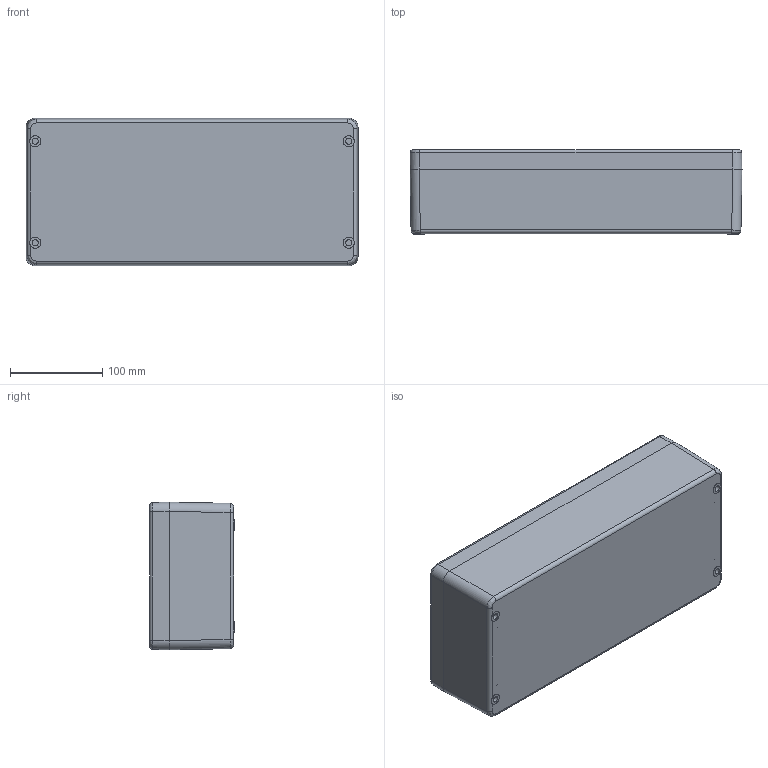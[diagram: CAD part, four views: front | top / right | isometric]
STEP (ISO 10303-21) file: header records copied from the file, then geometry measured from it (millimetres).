
FILE_DESCRIPTION((''),'2;1');
FILE_NAME('CP-320_ASM','2010-07-09T',('K.Herdt'),(''),'PRO/ENGINEER BY PARAMETRIC TECHNOLOGY CORPORATION, 2005070','PRO/ENGINEER BY PARAMETRIC TECHNOLOGY CORPORATION, 2005070','');
FILE_SCHEMA(('AUTOMOTIVE_DESIGN_CC2 { 1 2 10303 214 -1 1 5 2 }'));
Length unit declared in the file: millimetre
Products named in the file (4): CP-320_UNTERTEIL; CP-320_DECKEL; 9261022000; CP-320_ASM
Assembly tree (6 placements, depth 2):
  CP-320_ASM
    CP-320_UNTERTEIL
    CP-320_DECKEL
    9261022000  x4
Bounding box: 360 x 91.5 x 160 mm (x, y, z)
Volume: 1231210.5 mm3; surface area: 428391 mm2
Topology: 6 solids, 20 shells, 521 faces, 1342 edges, 846 vertices
Faces by surface type: plane 193, cylinder 188, cone 104, torus 20, bspline 16
Entity records: 14893 total; most frequent: CARTESIAN_POINT 2694, DIRECTION 2044, ORIENTED_EDGE 1816, PRESENTATION_STYLE_ASSIGNMENT 944, STYLED_ITEM 944, CURVE_STYLE 930, EDGE_CURVE 930, AXIS2_PLACEMENT_3D 805
